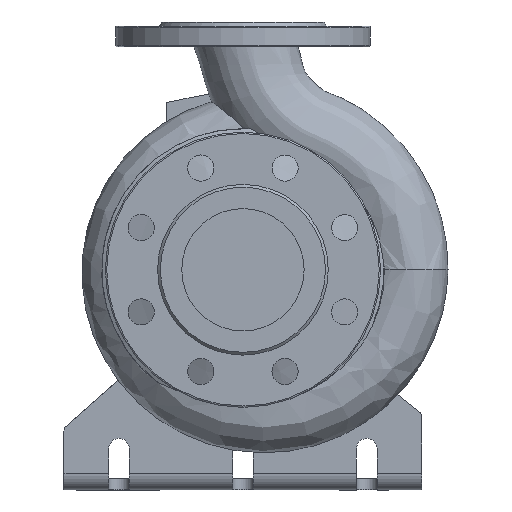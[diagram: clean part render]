
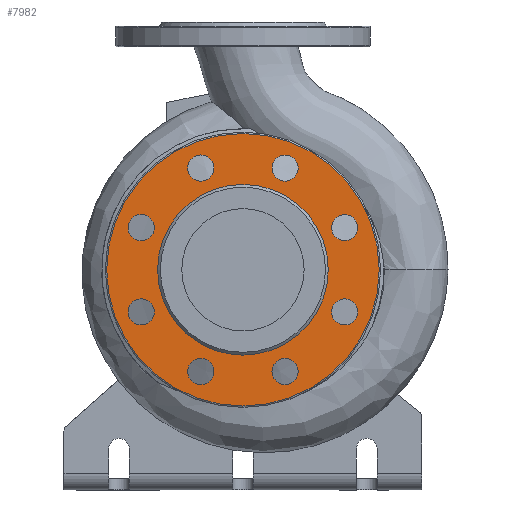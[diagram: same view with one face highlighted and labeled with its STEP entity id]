
A CAD part, left-side view. The second image highlights one B-rep face of the part: STEP entity #7982.
In plain terms, the highlighted planar face has unit normal (-1, 0, 0).
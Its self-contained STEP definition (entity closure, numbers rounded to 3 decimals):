
#222=FACE_BOUND('',#1204,.T.);
#223=FACE_BOUND('',#1205,.T.);
#224=FACE_BOUND('',#1206,.T.);
#225=FACE_BOUND('',#1207,.T.);
#226=FACE_BOUND('',#1208,.T.);
#227=FACE_BOUND('',#1209,.T.);
#228=FACE_BOUND('',#1210,.T.);
#229=FACE_BOUND('',#1211,.T.);
#230=FACE_BOUND('',#1212,.T.);
#332=PLANE('',#8618);
#683=FACE_OUTER_BOUND('',#1203,.T.);
#1203=EDGE_LOOP('',(#6047));
#1204=EDGE_LOOP('',(#6048));
#1205=EDGE_LOOP('',(#6049));
#1206=EDGE_LOOP('',(#6050));
#1207=EDGE_LOOP('',(#6051));
#1208=EDGE_LOOP('',(#6052));
#1209=EDGE_LOOP('',(#6053));
#1210=EDGE_LOOP('',(#6054));
#1211=EDGE_LOOP('',(#6055));
#1212=EDGE_LOOP('',(#6056));
#3038=CIRCLE('',#8593,9.5);
#3040=CIRCLE('',#8596,9.5);
#3042=CIRCLE('',#8599,9.5);
#3044=CIRCLE('',#8602,9.5);
#3046=CIRCLE('',#8605,9.5);
#3048=CIRCLE('',#8608,9.5);
#3050=CIRCLE('',#8611,9.5);
#3052=CIRCLE('',#8614,9.5);
#3053=CIRCLE('',#8616,62.);
#3055=CIRCLE('',#8619,99.);
#3573=VERTEX_POINT('',#12465);
#3575=VERTEX_POINT('',#12470);
#3577=VERTEX_POINT('',#12475);
#3579=VERTEX_POINT('',#12480);
#3581=VERTEX_POINT('',#12485);
#3583=VERTEX_POINT('',#12490);
#3585=VERTEX_POINT('',#12495);
#3587=VERTEX_POINT('',#12500);
#3588=VERTEX_POINT('',#12503);
#3590=VERTEX_POINT('',#12508);
#4485=EDGE_CURVE('',#3573,#3573,#3038,.T.);
#4487=EDGE_CURVE('',#3575,#3575,#3040,.T.);
#4489=EDGE_CURVE('',#3577,#3577,#3042,.T.);
#4491=EDGE_CURVE('',#3579,#3579,#3044,.T.);
#4493=EDGE_CURVE('',#3581,#3581,#3046,.T.);
#4495=EDGE_CURVE('',#3583,#3583,#3048,.T.);
#4497=EDGE_CURVE('',#3585,#3585,#3050,.T.);
#4499=EDGE_CURVE('',#3587,#3587,#3052,.T.);
#4500=EDGE_CURVE('',#3588,#3588,#3053,.T.);
#4502=EDGE_CURVE('',#3590,#3590,#3055,.T.);
#6047=ORIENTED_EDGE('',*,*,#4502,.T.);
#6048=ORIENTED_EDGE('',*,*,#4485,.F.);
#6049=ORIENTED_EDGE('',*,*,#4487,.F.);
#6050=ORIENTED_EDGE('',*,*,#4489,.F.);
#6051=ORIENTED_EDGE('',*,*,#4491,.F.);
#6052=ORIENTED_EDGE('',*,*,#4493,.F.);
#6053=ORIENTED_EDGE('',*,*,#4495,.F.);
#6054=ORIENTED_EDGE('',*,*,#4497,.F.);
#6055=ORIENTED_EDGE('',*,*,#4499,.F.);
#6056=ORIENTED_EDGE('',*,*,#4500,.F.);
#7982=ADVANCED_FACE('',(#683,#222,#223,#224,#225,#226,#227,#228,#229,#230),
#332,.F.);
#8593=AXIS2_PLACEMENT_3D('',#12466,#9961,#9962);
#8596=AXIS2_PLACEMENT_3D('',#12471,#9967,#9968);
#8599=AXIS2_PLACEMENT_3D('',#12476,#9973,#9974);
#8602=AXIS2_PLACEMENT_3D('',#12481,#9979,#9980);
#8605=AXIS2_PLACEMENT_3D('',#12486,#9985,#9986);
#8608=AXIS2_PLACEMENT_3D('',#12491,#9991,#9992);
#8611=AXIS2_PLACEMENT_3D('',#12496,#9997,#9998);
#8614=AXIS2_PLACEMENT_3D('',#12501,#10003,#10004);
#8616=AXIS2_PLACEMENT_3D('',#12504,#10007,#10008);
#8618=AXIS2_PLACEMENT_3D('',#12507,#10011,#10012);
#8619=AXIS2_PLACEMENT_3D('',#12509,#10013,#10014);
#9961=DIRECTION('center_axis',(-1.,0.,0.));
#9962=DIRECTION('ref_axis',(0.,0.707,-0.707));
#9967=DIRECTION('center_axis',(-1.,0.,0.));
#9968=DIRECTION('ref_axis',(0.,1.,0.));
#9973=DIRECTION('center_axis',(-1.,0.,0.));
#9974=DIRECTION('ref_axis',(0.,0.707,0.707));
#9979=DIRECTION('center_axis',(-1.,0.,0.));
#9980=DIRECTION('ref_axis',(0.,0.,
1.));
#9985=DIRECTION('center_axis',(-1.,0.,0.));
#9986=DIRECTION('ref_axis',(0.,-0.707,0.707));
#9991=DIRECTION('center_axis',(-1.,0.,0.));
#9992=DIRECTION('ref_axis',(0.,-1.,0.));
#9997=DIRECTION('center_axis',(-1.,0.,0.));
#9998=DIRECTION('ref_axis',(0.,-0.707,-0.707));
#10003=DIRECTION('center_axis',(-1.,0.,0.));
#10004=DIRECTION('ref_axis',(0.,0.,-1.));
#10007=DIRECTION('center_axis',(-1.,0.,0.));
#10008=DIRECTION('ref_axis',(0.,-1.,0.));
#10011=DIRECTION('center_axis',(1.,0.,0.));
#10012=DIRECTION('ref_axis',(0.,0.,1.));
#10013=DIRECTION('center_axis',(-1.,0.,0.));
#10014=DIRECTION('ref_axis',(0.,-1.,0.));
#12465=CARTESIAN_POINT('',(-98.,-80.628,136.103));
#12466=CARTESIAN_POINT('Origin',(-98.,-73.91,129.385));
#12470=CARTESIAN_POINT('',(-98.,-40.115,86.09));
#12471=CARTESIAN_POINT('Origin',(-98.,-30.615,86.09));
#12475=CARTESIAN_POINT('',(-98.,23.897,79.372));
#12476=CARTESIAN_POINT('Origin',(-98.,30.615,86.09));
#12480=CARTESIAN_POINT('',(-98.,73.91,119.885));
#12481=CARTESIAN_POINT('Origin',(-98.,73.91,129.385));
#12485=CARTESIAN_POINT('',(-98.,80.628,183.897));
#12486=CARTESIAN_POINT('Origin',(-98.,73.91,190.615));
#12490=CARTESIAN_POINT('',(-98.,40.115,233.91));
#12491=CARTESIAN_POINT('Origin',(-98.,30.615,233.91));
#12495=CARTESIAN_POINT('',(-98.,-23.897,240.628));
#12496=CARTESIAN_POINT('Origin',(-98.,-30.615,233.91));
#12500=CARTESIAN_POINT('',(-98.,-73.91,200.115));
#12501=CARTESIAN_POINT('Origin',(-98.,-73.91,190.615));
#12503=CARTESIAN_POINT('',(-98.,-62.,160.));
#12504=CARTESIAN_POINT('Origin',(-98.,0.,160.));
#12507=CARTESIAN_POINT('Origin',(-98.,-80.5,160.));
#12508=CARTESIAN_POINT('',(-98.,-99.,160.));
#12509=CARTESIAN_POINT('Origin',(-98.,0.,160.));
